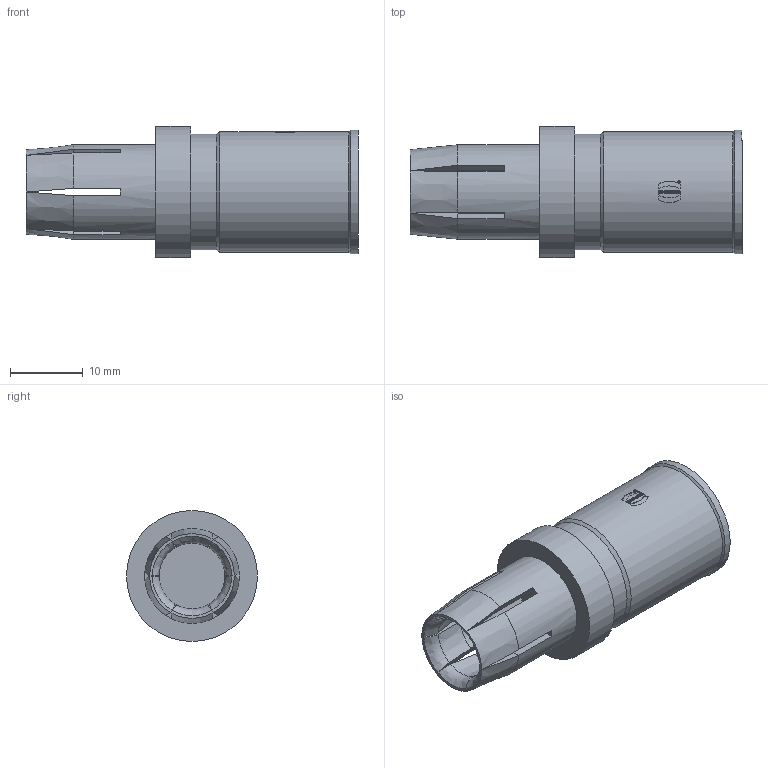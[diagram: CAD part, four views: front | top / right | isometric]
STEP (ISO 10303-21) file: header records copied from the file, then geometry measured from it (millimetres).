
FILE_DESCRIPTION(/* description */ (''),/* implementation_level */ '2;1');
FILE_NAME(/* name */ '100208901ugm000_b.stp',/* time_stamp */ '2017-10-24T07:58:06+02:00',/* author */ (''),/* organization */ (''),/* preprocessor_version */ 'ST-DEVELOPER v16',/* originating_system */ 'SIEMENS PLM Software NX 10.0',/* authorisation */ '');
FILE_SCHEMA (('AUTOMOTIVE_DESIGN { 1 0 10303 214 3 1 1 1 }'));
Length unit declared in the file: millimetre
Products named in the file (1): 100208901ugm000_b
Bounding box: 45.6 x 18 x 18 mm (x, y, z)
Volume: 4580.6 mm3; surface area: 4179.9 mm2
Topology: 1 solids, 1 shells, 172 faces, 452 edges, 299 vertices
Faces by surface type: plane 112, cylinder 25, cone 20, bspline 15
Full cylindrical faces by diameter (mm): 0.226 x1, 0.296 x1, 10 x1, 11.5 x1, 13 x1, 15.9 x1, 16.5 x1, 17 x1, 18 x1
Entity records: 6498 total; most frequent: CARTESIAN_POINT 1813, ORIENTED_EDGE 882, DIRECTION 820, EDGE_CURVE 441, AXIS2_PLACEMENT_3D 308, VERTEX_POINT 298, LINE 204, VECTOR 204
